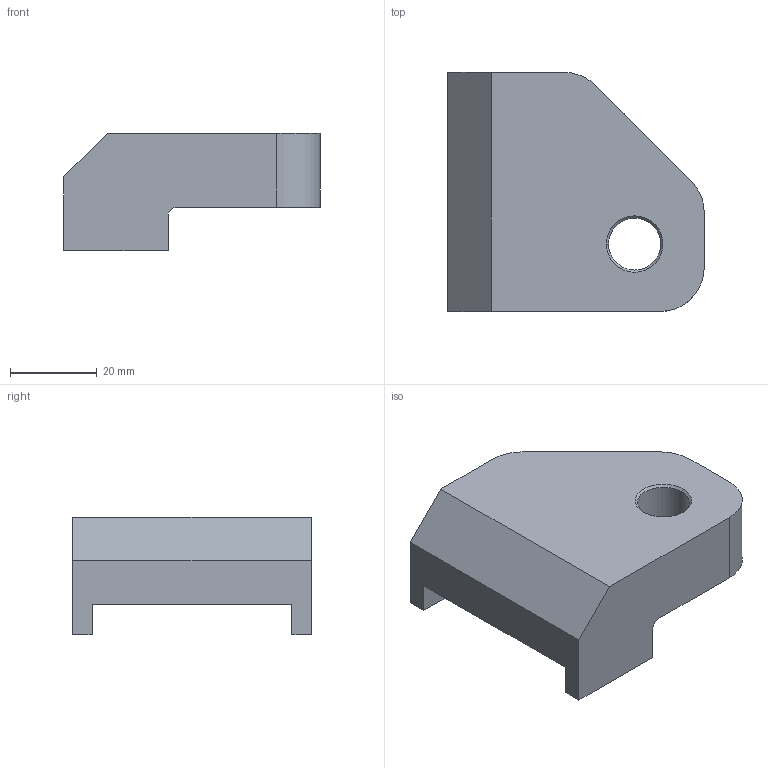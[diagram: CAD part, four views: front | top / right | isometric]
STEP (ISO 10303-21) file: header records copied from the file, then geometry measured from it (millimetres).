
FILE_DESCRIPTION(('CATIA V5 STEP Exchange'),'2;1');
FILE_NAME('001-Ferrure-Gauche.stp','2020-01-02T18:28:01+00:00',('none'),('none'),'CATIA Version 5 Release 11 (IN-9)','CATIA V5 STEP AP203',' none');
FILE_SCHEMA(('CONFIG_CONTROL_DESIGN'));
Length unit declared in the file: millimetre
Products named in the file (1): 001-Ferrure-Gauche
Bounding box: 59 x 55 x 27 mm (x, y, z)
Volume: 48100.1 mm3; surface area: 11123.2 mm2
Topology: 1 solids, 1 shells, 40 faces, 102 edges, 60 vertices
Faces by surface type: plane 14, cylinder 14, cone 12
Entity records: 1134 total; most frequent: CARTESIAN_POINT 217, ORIENTED_EDGE 188, DIRECTION 150, EDGE_CURVE 94, VECTOR 62, LINE 62, VERTEX_POINT 60, AXIS2_PLACEMENT_3D 59
